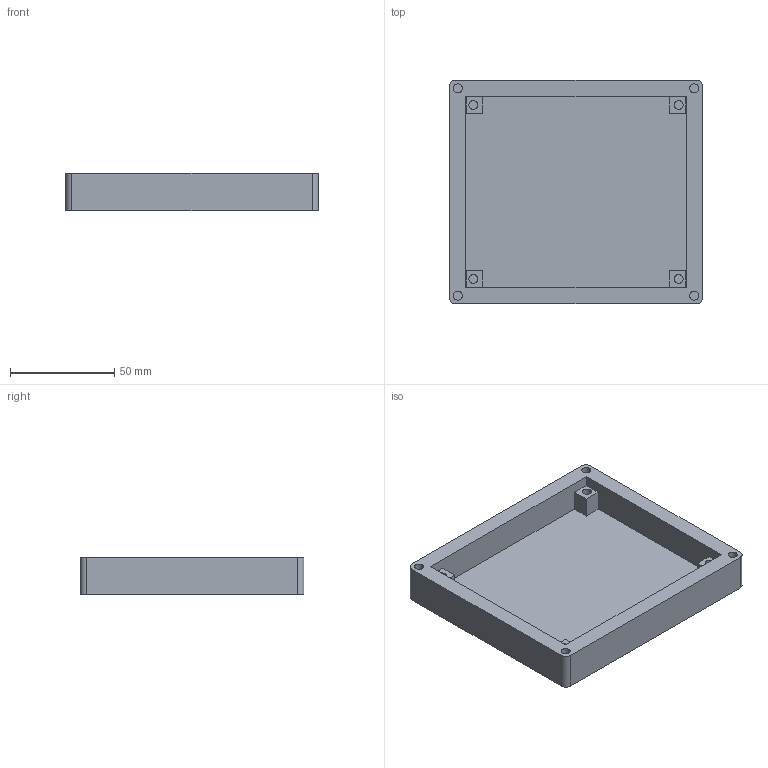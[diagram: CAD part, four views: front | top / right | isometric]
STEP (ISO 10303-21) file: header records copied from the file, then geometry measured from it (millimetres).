
FILE_DESCRIPTION (( 'STEP AP214' ), '1' );
FILE_NAME ('Signal Enhancer Case.STEP', '2025-09-19T19:20:09', ( '' ), ( '' ), 'SwSTEP 2.0', 'SolidWorks 2025', '' );
FILE_SCHEMA (( 'AUTOMOTIVE_DESIGN' ));
Length unit declared in the file: millimetre
Products named in the file (1): Signal Enhancer Case
Bounding box: 121.5 x 107.5 x 18 mm (x, y, z)
Volume: 90020.8 mm3; surface area: 43497.3 mm2
Topology: 1 solids, 1 shells, 441 faces, 1146 edges, 764 vertices
Faces by surface type: plane 247, bspline 174, cylinder 20
Entity records: 21915 total; most frequent: CARTESIAN_POINT 12222, ORIENTED_EDGE 2292, DIRECTION 1374, EDGE_CURVE 1146, VERTEX_POINT 764, VECTOR 758, LINE 758, EDGE_LOOP 498
